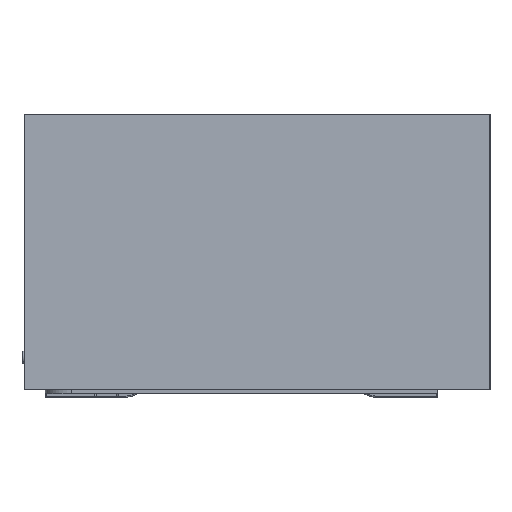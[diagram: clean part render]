
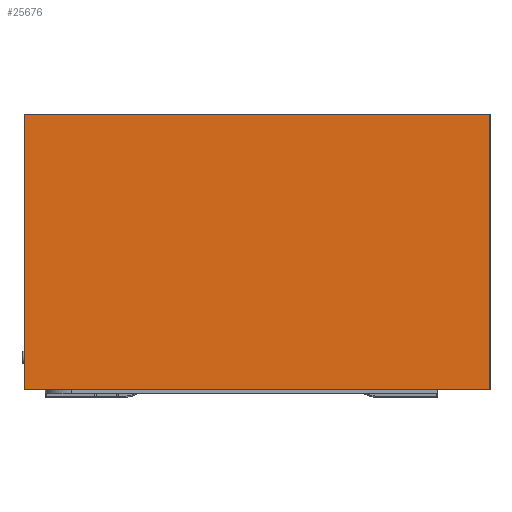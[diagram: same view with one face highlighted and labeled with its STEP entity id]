
A CAD part, left-side view. The second image highlights one B-rep face of the part: STEP entity #25676.
In plain terms, the highlighted planar face has unit normal (-1, 0, 0.026).
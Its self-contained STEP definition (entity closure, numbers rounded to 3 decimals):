
#758 = CARTESIAN_POINT ( 'NONE',  ( -42.88, 93., -110. ) ) ;
#1948 = LINE ( 'NONE', #12912, #46430 ) ;
#3284 = CARTESIAN_POINT ( 'NONE',  ( -42.824, 93., -107.831 ) ) ;
#5400 = VERTEX_POINT ( 'NONE', #758 ) ;
#5546 = DIRECTION ( 'NONE',  ( 0., -1., 0. ) ) ;
#6411 = DIRECTION ( 'NONE',  ( -1., 0., 0.026 ) ) ;
#10465 = CARTESIAN_POINT ( 'NONE',  ( -42.88, -93., -110. ) ) ;
#10886 = VECTOR ( 'NONE', #13752, 1000. ) ;
#11357 = VERTEX_POINT ( 'NONE', #15148 ) ;
#12912 = CARTESIAN_POINT ( 'NONE',  ( -42.88, -93., -110. ) ) ;
#13752 = DIRECTION ( 'NONE',  ( 0.026, 0., 1. ) ) ;
#14360 = ORIENTED_EDGE ( 'NONE', *, *, #35374, .T. ) ;
#15148 = CARTESIAN_POINT ( 'NONE',  ( -40., -93., 0. ) ) ;
#17148 = ORIENTED_EDGE ( 'NONE', *, *, #39560, .T. ) ;
#17842 = ORIENTED_EDGE ( 'NONE', *, *, #43572, .F. ) ;
#19096 = LINE ( 'NONE', #37595, #46938 ) ;
#20033 = VERTEX_POINT ( 'NONE', #21162 ) ;
#21100 = AXIS2_PLACEMENT_3D ( 'NONE', #42974, #6411, #38940 ) ;
#21162 = CARTESIAN_POINT ( 'NONE',  ( -40., 93., 0. ) ) ;
#21375 = PLANE ( 'NONE',  #21100 ) ;
#23605 = LINE ( 'NONE', #38073, #26967 ) ;
#24190 = LINE ( 'NONE', #3284, #10886 ) ;
#25620 = VERTEX_POINT ( 'NONE', #10465 ) ;
#25676 = ADVANCED_FACE ( 'NONE', ( #46547 ), #21375, .T. ) ;
#26967 = VECTOR ( 'NONE', #5546, 1000. ) ;
#29355 = EDGE_CURVE ( 'NONE', #20033, #11357, #23605, .T. ) ;
#35374 = EDGE_CURVE ( 'NONE', #25620, #11357, #19096, .T. ) ;
#35496 = EDGE_LOOP ( 'NONE', ( #44121, #17842, #17148, #14360 ) ) ;
#37595 = CARTESIAN_POINT ( 'NONE',  ( -40., -93., 0. ) ) ;
#38073 = CARTESIAN_POINT ( 'NONE',  ( -40., -93., 0. ) ) ;
#38940 = DIRECTION ( 'NONE',  ( 0.026, 0., 1. ) ) ;
#39560 = EDGE_CURVE ( 'NONE', #5400, #25620, #1948, .T. ) ;
#40463 = DIRECTION ( 'NONE',  ( 0.026, 0., 1. ) ) ;
#42974 = CARTESIAN_POINT ( 'NONE',  ( -40., -93., 0. ) ) ;
#43572 = EDGE_CURVE ( 'NONE', #5400, #20033, #24190, .T. ) ;
#44121 = ORIENTED_EDGE ( 'NONE', *, *, #29355, .F. ) ;
#45654 = DIRECTION ( 'NONE',  ( 0., -1., 0. ) ) ;
#46430 = VECTOR ( 'NONE', #45654, 1000. ) ;
#46547 = FACE_OUTER_BOUND ( 'NONE', #35496, .T. ) ;
#46938 = VECTOR ( 'NONE', #40463, 1000. ) ;
